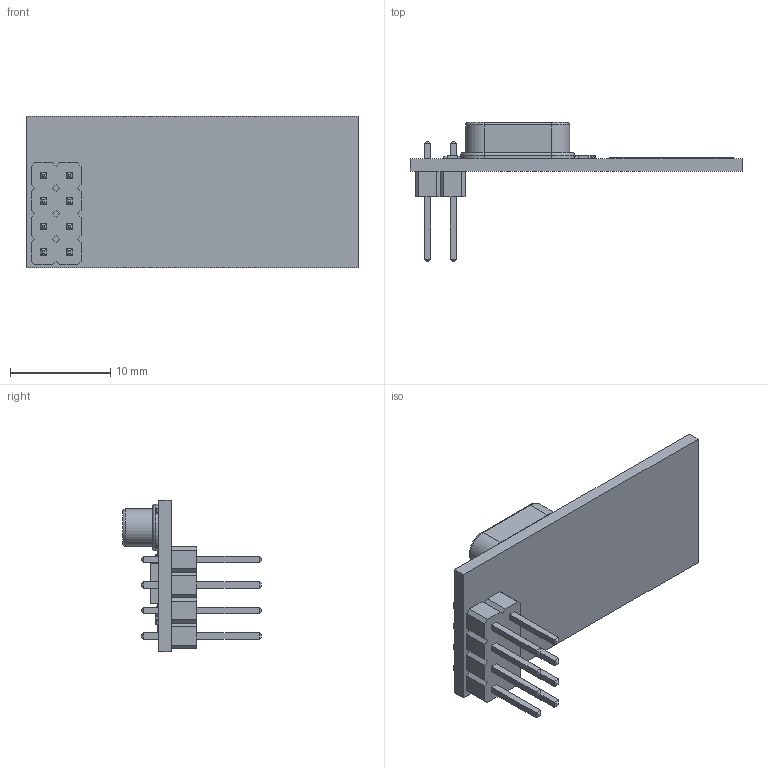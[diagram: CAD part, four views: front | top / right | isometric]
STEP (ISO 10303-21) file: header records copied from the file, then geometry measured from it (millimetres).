
FILE_DESCRIPTION (( 'STEP AP203' ), '1' );
FILE_NAME ('NRF24L01.STEP', '2014-09-29T15:28:45', ( '' ), ( '' ), 'SwSTEP 2.0', 'SolidWorks 2014', '' );
FILE_SCHEMA (( 'CONFIG_CONTROL_DESIGN' ));
Length unit declared in the file: millimetre
Products named in the file (1): NRF24L01
Bounding box: 33.11 x 13.85 x 15.06 mm (x, y, z)
Volume: 928.3 mm3; surface area: 1498 mm2
Topology: 1 solids, 1 shells, 391 faces, 925 edges, 574 vertices
Faces by surface type: plane 287, cylinder 92, bspline 8, torus 4
Entity records: 11037 total; most frequent: CARTESIAN_POINT 2166, ORIENTED_EDGE 1850, DIRECTION 1696, EDGE_CURVE 925, LINE 776, VECTOR 776, VERTEX_POINT 574, AXIS2_PLACEMENT_3D 460
